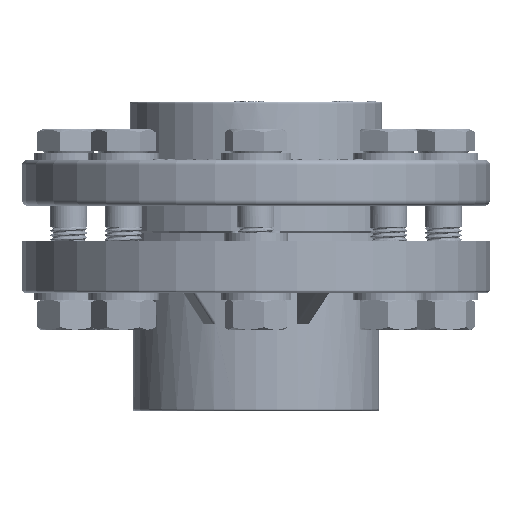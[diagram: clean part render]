
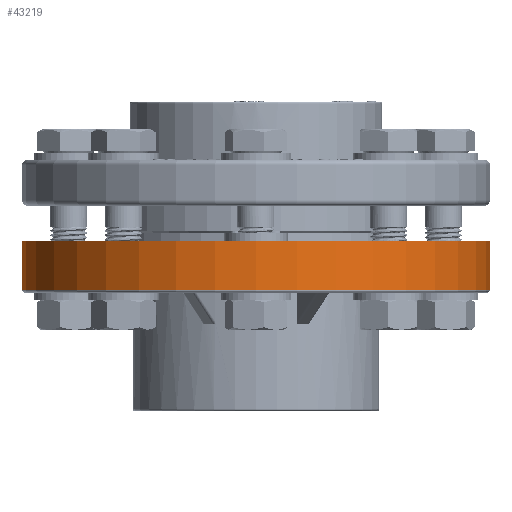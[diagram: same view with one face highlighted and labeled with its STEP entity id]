
A CAD part, front view. The second image highlights one B-rep face of the part: STEP entity #43219.
In plain terms, the highlighted cylindrical face has radius 99.8 mm (diameter 199.6 mm), a full revolution.
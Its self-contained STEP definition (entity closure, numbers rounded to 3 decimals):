
#1286=CYLINDRICAL_SURFACE('',#46070,99.8);
#4422=LINE('',#59470,#8061);
#8061=VECTOR('',#49405,99.8);
#11552=FACE_OUTER_BOUND('',#14089,.T.);
#14089=EDGE_LOOP('',(#29416,#29417,#29418,#29419));
#16952=CIRCLE('',#46071,99.8);
#16953=CIRCLE('',#46072,99.8);
#17985=VERTEX_POINT('',#59467);
#17986=VERTEX_POINT('',#59469);
#22521=EDGE_CURVE('',#17985,#17985,#16952,.T.);
#22522=EDGE_CURVE('',#17985,#17986,#4422,.T.);
#22523=EDGE_CURVE('',#17986,#17986,#16953,.T.);
#29416=ORIENTED_EDGE('',*,*,#22521,.T.);
#29417=ORIENTED_EDGE('',*,*,#22522,.T.);
#29418=ORIENTED_EDGE('',*,*,#22523,.T.);
#29419=ORIENTED_EDGE('',*,*,#22522,.F.);
#43219=ADVANCED_FACE('',(#11552),#1286,.T.);
#46070=AXIS2_PLACEMENT_3D('',#59466,#49401,#49402);
#46071=AXIS2_PLACEMENT_3D('',#59468,#49403,#49404);
#46072=AXIS2_PLACEMENT_3D('',#59471,#49406,#49407);
#49401=DIRECTION('center_axis',(0.,0.,1.));
#49402=DIRECTION('ref_axis',(1.,0.,0.));
#49403=DIRECTION('center_axis',(0.,0.,-1.));
#49404=DIRECTION('ref_axis',(1.,0.,0.));
#49405=DIRECTION('',(0.,0.,-1.));
#49406=DIRECTION('center_axis',(0.,0.,1.));
#49407=DIRECTION('ref_axis',(1.,0.,0.));
#59466=CARTESIAN_POINT('Origin',(844.,0.,-3.));
#59467=CARTESIAN_POINT('',(744.2,0.,18.1));
#59468=CARTESIAN_POINT('Origin',(844.,0.,18.1));
#59469=CARTESIAN_POINT('',(744.2,0.,-3.));
#59470=CARTESIAN_POINT('',(744.2,0.,-3.));
#59471=CARTESIAN_POINT('Origin',(844.,0.,-3.));
